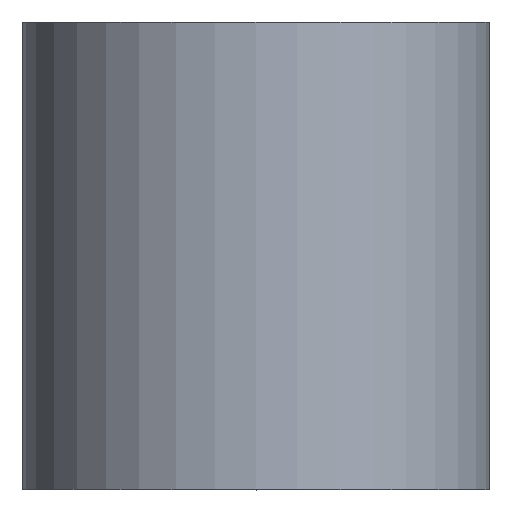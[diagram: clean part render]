
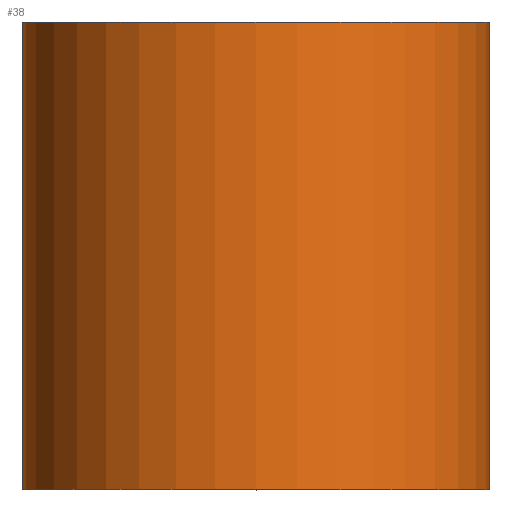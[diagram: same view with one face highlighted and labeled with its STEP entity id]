
A CAD part, top view. The second image highlights one B-rep face of the part: STEP entity #38.
In plain terms, the highlighted cylindrical face has radius 15 mm (diameter 30 mm), a full revolution.
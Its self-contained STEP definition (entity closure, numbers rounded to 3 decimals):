
#38 = ADVANCED_FACE( '', ( #73, #74 ), #75, .T. );
#73 = FACE_OUTER_BOUND( '', #102, .T. );
#74 = FACE_OUTER_BOUND( '', #103, .T. );
#75 = CYLINDRICAL_SURFACE( '', #104, 15. );
#102 = EDGE_LOOP( '', ( #133 ) );
#103 = EDGE_LOOP( '', ( #134 ) );
#104 = AXIS2_PLACEMENT_3D( '', #135, #136, #137 );
#133 = ORIENTED_EDGE( '', *, *, #150, .F. );
#134 = ORIENTED_EDGE( '', *, *, #145, .T. );
#135 = CARTESIAN_POINT( '', ( 0., 0., 0. ) );
#136 = DIRECTION( '', ( 0., 1., 0. ) );
#137 = DIRECTION( '', ( 0., 0., -1. ) );
#145 = EDGE_CURVE( '', #156, #156, #157, .T. );
#150 = EDGE_CURVE( '', #164, #164, #165, .T. );
#156 = VERTEX_POINT( '', #172 );
#157 = CIRCLE( '', #173, 15. );
#164 = VERTEX_POINT( '', #180 );
#165 = CIRCLE( '', #181, 15. );
#172 = CARTESIAN_POINT( '', ( 0., 30., -15. ) );
#173 = AXIS2_PLACEMENT_3D( '', #187, #188, #189 );
#180 = CARTESIAN_POINT( '', ( 0., 0., -15. ) );
#181 = AXIS2_PLACEMENT_3D( '', #196, #197, #198 );
#187 = CARTESIAN_POINT( '', ( 0., 30., 0. ) );
#188 = DIRECTION( '', ( 0., -1., 0. ) );
#189 = DIRECTION( '', ( 0., 0., -1. ) );
#196 = CARTESIAN_POINT( '', ( 0., 0., 0. ) );
#197 = DIRECTION( '', ( 0., -1., 0. ) );
#198 = DIRECTION( '', ( 0., 0., -1. ) );
